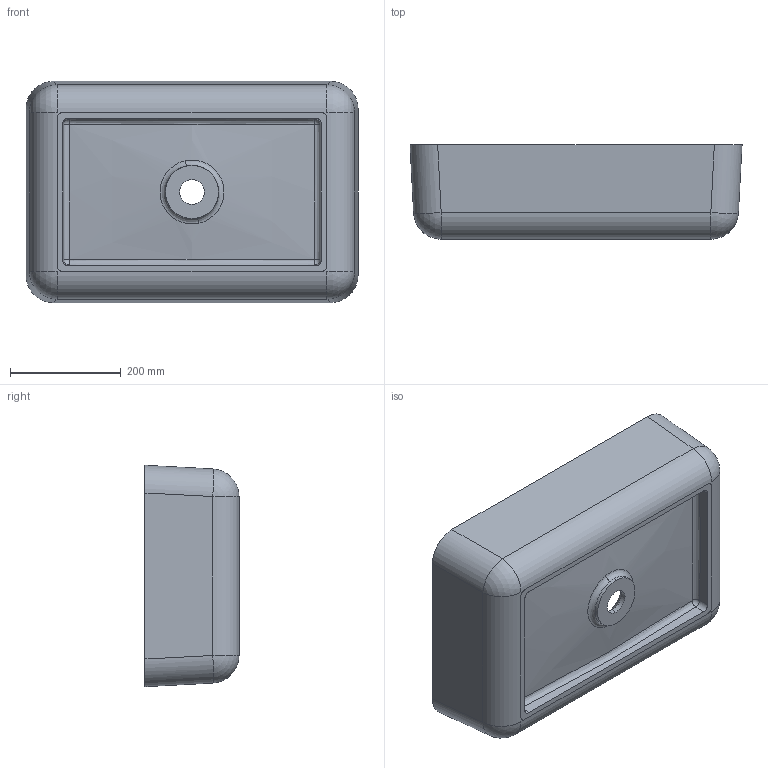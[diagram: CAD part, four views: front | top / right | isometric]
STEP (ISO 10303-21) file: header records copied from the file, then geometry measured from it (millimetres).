
FILE_DESCRIPTION (( 'STEP AP214' ), '1' );
FILE_NAME ('San Martin.STEP', '2020-09-10T12:30:34', ( '' ), ( '' ), 'SwSTEP 2.0', 'SolidWorks 2018', '' );
FILE_SCHEMA (( 'AUTOMOTIVE_DESIGN' ));
Length unit declared in the file: millimetre
Products named in the file (1): San Martin
Bounding box: 600 x 170 x 400 mm (x, y, z)
Volume: 6880319.5 mm3; surface area: 974176.9 mm2
Topology: 1 solids, 1 shells, 68 faces, 192 edges, 126 vertices
Faces by surface type: bspline 26, cylinder 18, plane 12, sphere 8, cone 4
Entity records: 8609 total; most frequent: CARTESIAN_POINT 7122, ORIENTED_EDGE 364, DIRECTION 224, EDGE_CURVE 182, VERTEX_POINT 120, AXIS2_PLACEMENT_3D 93, B_SPLINE_CURVE_WITH_KNOTS 78, EDGE_LOOP 74
